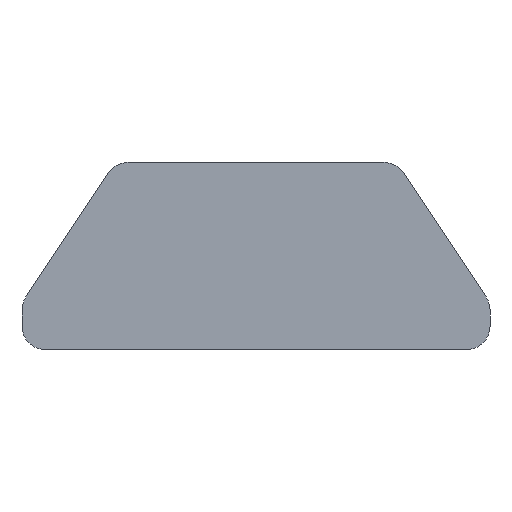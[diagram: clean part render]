
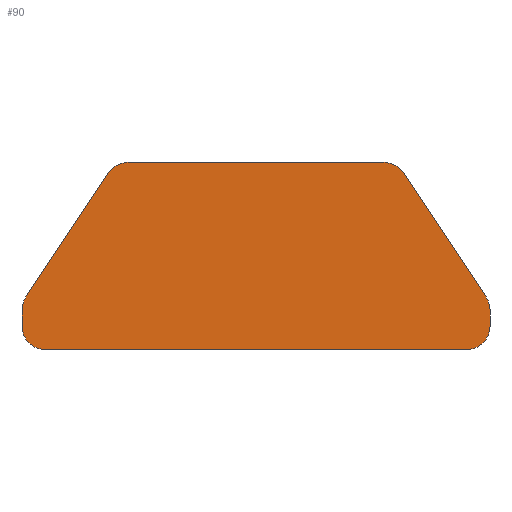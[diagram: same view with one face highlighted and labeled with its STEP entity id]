
A CAD part, front view. The second image highlights one B-rep face of the part: STEP entity #90.
In plain terms, the highlighted planar face has unit normal (0, -1, 0).
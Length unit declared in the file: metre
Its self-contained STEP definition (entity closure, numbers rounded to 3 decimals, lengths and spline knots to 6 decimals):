
#90 = ADVANCED_FACE( '', ( #216 ), #217, .T. );
#216 = FACE_OUTER_BOUND( '', #383, .T. );
#217 = PLANE( '', #384 );
#383 = EDGE_LOOP( '', ( #609, #610, #611, #612, #613, #614, #615, #616, #617, #618, #619, #620 ) );
#384 = AXIS2_PLACEMENT_3D( '', #621, #622, #623 );
#609 = ORIENTED_EDGE( '', *, *, #1058, .T. );
#610 = ORIENTED_EDGE( '', *, *, #1059, .T. );
#611 = ORIENTED_EDGE( '', *, *, #1060, .T. );
#612 = ORIENTED_EDGE( '', *, *, #1061, .T. );
#613 = ORIENTED_EDGE( '', *, *, #1062, .T. );
#614 = ORIENTED_EDGE( '', *, *, #1063, .T. );
#615 = ORIENTED_EDGE( '', *, *, #1064, .T. );
#616 = ORIENTED_EDGE( '', *, *, #1065, .T. );
#617 = ORIENTED_EDGE( '', *, *, #1049, .T. );
#618 = ORIENTED_EDGE( '', *, *, #1034, .T. );
#619 = ORIENTED_EDGE( '', *, *, #1066, .T. );
#620 = ORIENTED_EDGE( '', *, *, #1067, .T. );
#621 = CARTESIAN_POINT( '', ( 0., -0.01, 0.002 ) );
#622 = DIRECTION( '', ( 0., -1., 0. ) );
#623 = DIRECTION( '', ( 1., 0., 0. ) );
#1034 = EDGE_CURVE( '', #1232, #1233, #1234, .T. );
#1049 = EDGE_CURVE( '', #1259, #1232, #1260, .T. );
#1058 = EDGE_CURVE( '', #1274, #1275, #1276, .T. );
#1059 = EDGE_CURVE( '', #1275, #1277, #1278, .T. );
#1060 = EDGE_CURVE( '', #1277, #1279, #1280, .T. );
#1061 = EDGE_CURVE( '', #1279, #1281, #1282, .T. );
#1062 = EDGE_CURVE( '', #1281, #1283, #1284, .T. );
#1063 = EDGE_CURVE( '', #1283, #1285, #1286, .T. );
#1064 = EDGE_CURVE( '', #1285, #1287, #1288, .T. );
#1065 = EDGE_CURVE( '', #1287, #1259, #1289, .T. );
#1066 = EDGE_CURVE( '', #1233, #1290, #1291, .T. );
#1067 = EDGE_CURVE( '', #1290, #1274, #1292, .T. );
#1232 = VERTEX_POINT( '', #1526 );
#1233 = VERTEX_POINT( '', #1527 );
#1234 = CIRCLE( '', #1528, 0.0005 );
#1259 = VERTEX_POINT( '', #1564 );
#1260 = LINE( '', #1565, #1566 );
#1274 = VERTEX_POINT( '', #1588 );
#1275 = VERTEX_POINT( '', #1589 );
#1276 = LINE( '', #1590, #1591 );
#1277 = VERTEX_POINT( '', #1592 );
#1278 = CIRCLE( '', #1593, 0.0005 );
#1279 = VERTEX_POINT( '', #1594 );
#1280 = LINE( '', #1595, #1596 );
#1281 = VERTEX_POINT( '', #1597 );
#1282 = CIRCLE( '', #1598, 0.0005 );
#1283 = VERTEX_POINT( '', #1599 );
#1284 = LINE( '', #1600, #1601 );
#1285 = VERTEX_POINT( '', #1602 );
#1286 = CIRCLE( '', #1603, 0.0005 );
#1287 = VERTEX_POINT( '', #1604 );
#1288 = LINE( '', #1605, #1606 );
#1289 = CIRCLE( '', #1607, 0.0005 );
#1290 = VERTEX_POINT( '', #1608 );
#1291 = LINE( '', #1609, #1610 );
#1292 = CIRCLE( '', #1611, 0.0005 );
#1526 = CARTESIAN_POINT( '', ( -0.002732, -0.01, 0.004 ) );
#1527 = CARTESIAN_POINT( '', ( -0.003148, -0.01, 0.003777 ) );
#1528 = AXIS2_PLACEMENT_3D( '', #1895, #1896, #1897 );
#1564 = CARTESIAN_POINT( '', ( 0.002732, -0.01, 0.004 ) );
#1565 = CARTESIAN_POINT( '', ( 0., -0.01, 0.004 ) );
#1566 = VECTOR( '', #1912, 1. );
#1588 = CARTESIAN_POINT( '', ( -0.005, -0.01, 0.000849 ) );
#1589 = CARTESIAN_POINT( '', ( -0.005, -0.01, 0.0005 ) );
#1590 = CARTESIAN_POINT( '', ( -0.005, -0.01, 0.0005 ) );
#1591 = VECTOR( '', #1917, 1. );
#1592 = CARTESIAN_POINT( '', ( -0.0045, -0.01, 0. ) );
#1593 = AXIS2_PLACEMENT_3D( '', #1918, #1919, #1920 );
#1594 = CARTESIAN_POINT( '', ( 0.0045, -0.01, 0. ) );
#1595 = CARTESIAN_POINT( '', ( 0., -0.01, 0. ) );
#1596 = VECTOR( '', #1921, 1. );
#1597 = CARTESIAN_POINT( '', ( 0.005, -0.01, 0.0005 ) );
#1598 = AXIS2_PLACEMENT_3D( '', #1922, #1923, #1924 );
#1599 = CARTESIAN_POINT( '', ( 0.005, -0.01, 0.000849 ) );
#1600 = CARTESIAN_POINT( '', ( 0.005, -0.01, 0.0005 ) );
#1601 = VECTOR( '', #1925, 1. );
#1602 = CARTESIAN_POINT( '', ( 0.004916, -0.01, 0.001126 ) );
#1603 = AXIS2_PLACEMENT_3D( '', #1926, #1927, #1928 );
#1604 = CARTESIAN_POINT( '', ( 0.003148, -0.01, 0.003777 ) );
#1605 = CARTESIAN_POINT( '', ( 0.004, -0.01, 0.0025 ) );
#1606 = VECTOR( '', #1929, 1. );
#1607 = AXIS2_PLACEMENT_3D( '', #1930, #1931, #1932 );
#1608 = CARTESIAN_POINT( '', ( -0.004916, -0.01, 0.001126 ) );
#1609 = CARTESIAN_POINT( '', ( -0.004, -0.01, 0.0025 ) );
#1610 = VECTOR( '', #1933, 1. );
#1611 = AXIS2_PLACEMENT_3D( '', #1934, #1935, #1936 );
#1895 = CARTESIAN_POINT( '', ( -0.002732, -0.01, 0.0035 ) );
#1896 = DIRECTION( '', ( 0., -1., 0. ) );
#1897 = DIRECTION( '', ( 0., 0., -1. ) );
#1912 = DIRECTION( '', ( -1., 0., 0. ) );
#1917 = DIRECTION( '', ( 0., 0., -1. ) );
#1918 = CARTESIAN_POINT( '', ( -0.0045, -0.01, 0.0005 ) );
#1919 = DIRECTION( '', ( 0., -1., 0. ) );
#1920 = DIRECTION( '', ( 0., 0., -1. ) );
#1921 = DIRECTION( '', ( 1., 0., 0. ) );
#1922 = CARTESIAN_POINT( '', ( 0.0045, -0.01, 0.0005 ) );
#1923 = DIRECTION( '', ( 0., -1., 0. ) );
#1924 = DIRECTION( '', ( 0., 0., -1. ) );
#1925 = DIRECTION( '', ( 0., 0., 1. ) );
#1926 = CARTESIAN_POINT( '', ( 0.0045, -0.01, 0.000849 ) );
#1927 = DIRECTION( '', ( 0., -1., 0. ) );
#1928 = DIRECTION( '', ( 0., 0., -1. ) );
#1929 = DIRECTION( '', ( -0.555, 0., 0.832 ) );
#1930 = CARTESIAN_POINT( '', ( 0.002732, -0.01, 0.0035 ) );
#1931 = DIRECTION( '', ( 0., -1., 0. ) );
#1932 = DIRECTION( '', ( 0., 0., -1. ) );
#1933 = DIRECTION( '', ( -0.555, 0., -0.832 ) );
#1934 = CARTESIAN_POINT( '', ( -0.0045, -0.01, 0.000849 ) );
#1935 = DIRECTION( '', ( 0., -1., 0. ) );
#1936 = DIRECTION( '', ( 0., 0., -1. ) );
